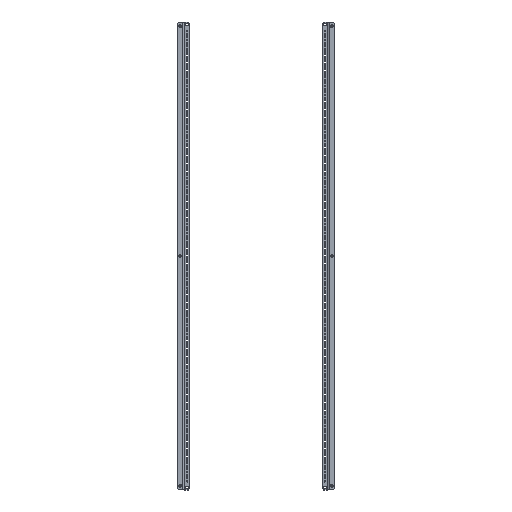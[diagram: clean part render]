
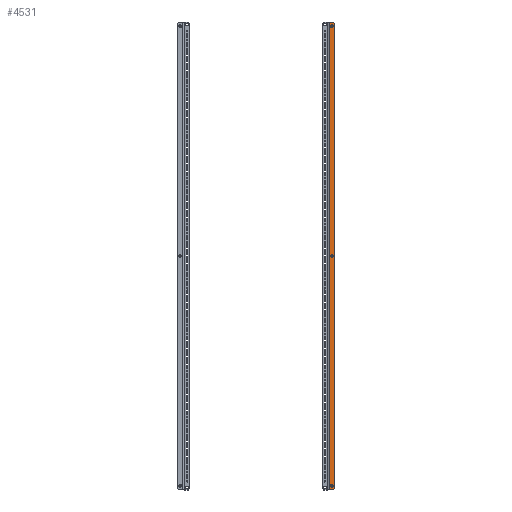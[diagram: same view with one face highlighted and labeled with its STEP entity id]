
A CAD part, top view. The second image highlights one B-rep face of the part: STEP entity #4531.
In plain terms, the highlighted face is planar.
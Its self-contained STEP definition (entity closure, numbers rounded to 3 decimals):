
#228 = DIRECTION ( 'NONE',  ( -1., 0., 0. ) ) ;
#260 = CARTESIAN_POINT ( 'NONE',  ( -11., -625., 0. ) ) ;
#338 = CIRCLE ( 'NONE', #10163, 3.5 ) ;
#406 = CARTESIAN_POINT ( 'NONE',  ( -7.5, 0., 0. ) ) ;
#502 = ORIENTED_EDGE ( 'NONE', *, *, #11068, .F. ) ;
#806 = FACE_BOUND ( 'NONE', #1227, .T. ) ;
#809 = EDGE_CURVE ( 'NONE', #3215, #8158, #823, .T. ) ;
#820 = DIRECTION ( 'NONE',  ( 0., -1., 0. ) ) ;
#823 = LINE ( 'NONE', #10918, #1469 ) ;
#846 = ORIENTED_EDGE ( 'NONE', *, *, #5403, .F. ) ;
#1094 = CARTESIAN_POINT ( 'NONE',  ( -11., 0., 0. ) ) ;
#1112 = ORIENTED_EDGE ( 'NONE', *, *, #11288, .T. ) ;
#1227 = EDGE_LOOP ( 'NONE', ( #502, #846 ) ) ;
#1266 = VERTEX_POINT ( 'NONE', #1894 ) ;
#1469 = VECTOR ( 'NONE', #2872, 1000. ) ;
#1498 = ORIENTED_EDGE ( 'NONE', *, *, #8304, .T. ) ;
#1643 = VECTOR ( 'NONE', #820, 1000. ) ;
#1654 = EDGE_LOOP ( 'NONE', ( #7161, #1112, #12423, #4753, #8662, #1679 ) ) ;
#1679 = ORIENTED_EDGE ( 'NONE', *, *, #809, .T. ) ;
#1728 = LINE ( 'NONE', #11427, #6729 ) ;
#1894 = CARTESIAN_POINT ( 'NONE',  ( -15., -636.5, 0. ) ) ;
#1896 = EDGE_CURVE ( 'NONE', #11198, #3215, #7852, .T. ) ;
#1906 = CARTESIAN_POINT ( 'NONE',  ( -18., 636.5, 0. ) ) ;
#2218 = DIRECTION ( 'NONE',  ( -1., 0., 0. ) ) ;
#2307 = DIRECTION ( 'NONE',  ( 0., 0., 1. ) ) ;
#2316 = EDGE_CURVE ( 'NONE', #1266, #8158, #1728, .T. ) ;
#2423 = DIRECTION ( 'NONE',  ( 0., 0., -1. ) ) ;
#2469 = CARTESIAN_POINT ( 'NONE',  ( -18., 633.5, 0. ) ) ;
#2612 = EDGE_CURVE ( 'NONE', #10212, #6794, #4313, .T. ) ;
#2872 = DIRECTION ( 'NONE',  ( 0., -1., 0. ) ) ;
#2899 = CARTESIAN_POINT ( 'NONE',  ( -15., 636.5, 0. ) ) ;
#2913 = CARTESIAN_POINT ( 'NONE',  ( -18., 636.5, 0. ) ) ;
#3026 = VERTEX_POINT ( 'NONE', #406 ) ;
#3178 = DIRECTION ( 'NONE',  ( 0., 0., 1. ) ) ;
#3215 = VERTEX_POINT ( 'NONE', #6833 ) ;
#3348 = DIRECTION ( 'NONE',  ( -1., 0., 0. ) ) ;
#3452 = FACE_BOUND ( 'NONE', #9033, .T. ) ;
#3692 = AXIS2_PLACEMENT_3D ( 'NONE', #4224, #10073, #228 ) ;
#3952 = DIRECTION ( 'NONE',  ( 0., 0., -1. ) ) ;
#3967 = CARTESIAN_POINT ( 'NONE',  ( -16.5, 635., 0. ) ) ;
#4066 = CARTESIAN_POINT ( 'NONE',  ( -18., -633.5, 0. ) ) ;
#4104 = FACE_OUTER_BOUND ( 'NONE', #1654, .T. ) ;
#4224 = CARTESIAN_POINT ( 'NONE',  ( -11., 0., 0. ) ) ;
#4313 = LINE ( 'NONE', #1906, #1643 ) ;
#4359 = CARTESIAN_POINT ( 'NONE',  ( -14.5, 0., 0. ) ) ;
#4411 = PLANE ( 'NONE',  #7498 ) ;
#4431 = EDGE_CURVE ( 'NONE', #7285, #3026, #338, .T. ) ;
#4531 = ADVANCED_FACE ( 'NONE', ( #3452, #4104, #806, #10031 ), #4411, .T. ) ;
#4567 = CIRCLE ( 'NONE', #8436, 3.5 ) ;
#4753 = ORIENTED_EDGE ( 'NONE', *, *, #6314, .T. ) ;
#4787 = VERTEX_POINT ( 'NONE', #9771 ) ;
#4892 = VECTOR ( 'NONE', #8001, 1000. ) ;
#4958 = ORIENTED_EDGE ( 'NONE', *, *, #4431, .F. ) ;
#5153 = LINE ( 'NONE', #3967, #7760 ) ;
#5172 = CARTESIAN_POINT ( 'NONE',  ( -11., 625., 0. ) ) ;
#5326 = AXIS2_PLACEMENT_3D ( 'NONE', #5172, #9271, #2218 ) ;
#5403 = EDGE_CURVE ( 'NONE', #10565, #12203, #7049, .T. ) ;
#5417 = DIRECTION ( 'NONE',  ( 0., 0., -1. ) ) ;
#5423 = EDGE_CURVE ( 'NONE', #12330, #4787, #9080, .T. ) ;
#5812 = DIRECTION ( 'NONE',  ( 0.707, 0.707, 0. ) ) ;
#5931 = CARTESIAN_POINT ( 'NONE',  ( -14.5, -625., 0. ) ) ;
#6314 = EDGE_CURVE ( 'NONE', #10212, #11198, #5153, .T. ) ;
#6370 = DIRECTION ( 'NONE',  ( 1., 0., 0. ) ) ;
#6408 = EDGE_LOOP ( 'NONE', ( #8658, #1498 ) ) ;
#6729 = VECTOR ( 'NONE', #6370, 1000. ) ;
#6794 = VERTEX_POINT ( 'NONE', #4066 ) ;
#6833 = CARTESIAN_POINT ( 'NONE',  ( -3.375, 636.5, 0. ) ) ;
#6972 = CIRCLE ( 'NONE', #7057, 3.5 ) ;
#7049 = CIRCLE ( 'NONE', #5326, 3.5 ) ;
#7057 = AXIS2_PLACEMENT_3D ( 'NONE', #10897, #3952, #11898 ) ;
#7158 = DIRECTION ( 'NONE',  ( -0.707, 0.707, 0. ) ) ;
#7161 = ORIENTED_EDGE ( 'NONE', *, *, #2316, .F. ) ;
#7285 = VERTEX_POINT ( 'NONE', #4359 ) ;
#7498 = AXIS2_PLACEMENT_3D ( 'NONE', #11391, #5417, #3348 ) ;
#7760 = VECTOR ( 'NONE', #5812, 1000. ) ;
#7771 = ORIENTED_EDGE ( 'NONE', *, *, #11346, .F. ) ;
#7852 = LINE ( 'NONE', #2913, #4892 ) ;
#8001 = DIRECTION ( 'NONE',  ( 1., 0., 0. ) ) ;
#8076 = CARTESIAN_POINT ( 'NONE',  ( -653., 1.5, 0. ) ) ;
#8158 = VERTEX_POINT ( 'NONE', #12157 ) ;
#8296 = CARTESIAN_POINT ( 'NONE',  ( -11., -625., 0. ) ) ;
#8304 = EDGE_CURVE ( 'NONE', #4787, #12330, #4567, .T. ) ;
#8384 = DIRECTION ( 'NONE',  ( -1., 0., 0. ) ) ;
#8436 = AXIS2_PLACEMENT_3D ( 'NONE', #8296, #3178, #8384 ) ;
#8658 = ORIENTED_EDGE ( 'NONE', *, *, #5423, .T. ) ;
#8662 = ORIENTED_EDGE ( 'NONE', *, *, #1896, .T. ) ;
#9033 = EDGE_LOOP ( 'NONE', ( #4958, #7771 ) ) ;
#9080 = CIRCLE ( 'NONE', #10495, 3.5 ) ;
#9271 = DIRECTION ( 'NONE',  ( 0., 0., -1. ) ) ;
#9348 = DIRECTION ( 'NONE',  ( -1., 0., 0. ) ) ;
#9771 = CARTESIAN_POINT ( 'NONE',  ( -7.5, -625., 0. ) ) ;
#10031 = FACE_BOUND ( 'NONE', #6408, .T. ) ;
#10073 = DIRECTION ( 'NONE',  ( 0., 0., -1. ) ) ;
#10163 = AXIS2_PLACEMENT_3D ( 'NONE', #1094, #2423, #9348 ) ;
#10212 = VERTEX_POINT ( 'NONE', #2469 ) ;
#10495 = AXIS2_PLACEMENT_3D ( 'NONE', #260, #2307, #11226 ) ;
#10521 = LINE ( 'NONE', #8076, #11615 ) ;
#10565 = VERTEX_POINT ( 'NONE', #11170 ) ;
#10598 = CARTESIAN_POINT ( 'NONE',  ( -14.5, 625., 0. ) ) ;
#10863 = CIRCLE ( 'NONE', #3692, 3.5 ) ;
#10897 = CARTESIAN_POINT ( 'NONE',  ( -11., 625., 0. ) ) ;
#10918 = CARTESIAN_POINT ( 'NONE',  ( -3.375, 636.5, 0. ) ) ;
#11068 = EDGE_CURVE ( 'NONE', #12203, #10565, #6972, .T. ) ;
#11170 = CARTESIAN_POINT ( 'NONE',  ( -7.5, 625., 0. ) ) ;
#11198 = VERTEX_POINT ( 'NONE', #2899 ) ;
#11226 = DIRECTION ( 'NONE',  ( -1., 0., 0. ) ) ;
#11288 = EDGE_CURVE ( 'NONE', #1266, #6794, #10521, .T. ) ;
#11346 = EDGE_CURVE ( 'NONE', #3026, #7285, #10863, .T. ) ;
#11391 = CARTESIAN_POINT ( 'NONE',  ( -18., 636.5, 0. ) ) ;
#11427 = CARTESIAN_POINT ( 'NONE',  ( -18., -636.5, 0. ) ) ;
#11615 = VECTOR ( 'NONE', #7158, 1000. ) ;
#11898 = DIRECTION ( 'NONE',  ( -1., 0., 0. ) ) ;
#12157 = CARTESIAN_POINT ( 'NONE',  ( -3.375, -636.5, 0. ) ) ;
#12203 = VERTEX_POINT ( 'NONE', #10598 ) ;
#12330 = VERTEX_POINT ( 'NONE', #5931 ) ;
#12423 = ORIENTED_EDGE ( 'NONE', *, *, #2612, .F. ) ;
